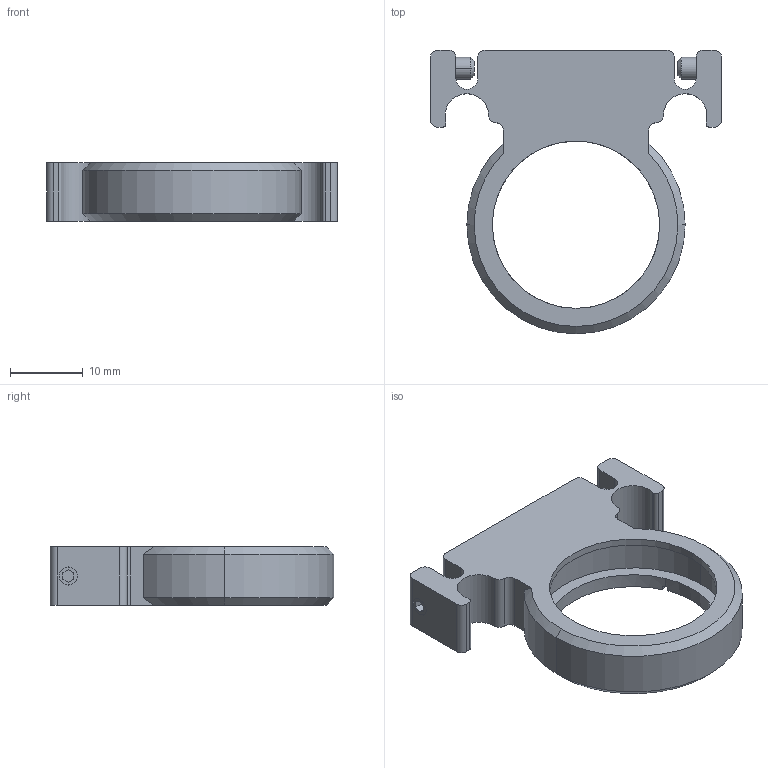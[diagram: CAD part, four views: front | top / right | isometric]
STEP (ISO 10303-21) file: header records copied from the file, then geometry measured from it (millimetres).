
FILE_DESCRIPTION (( 'STEP AP203' ), '1' );
FILE_NAME ('GCT-080504 俋倰芞.STEP', '2017-02-17T02:20:13', ( 'Lxtx999.CoM' ), ( 'Lxtx999.CoM' ), 'SwSTEP 2.0', 'SolidWorks 2012', '' );
FILE_SCHEMA (( 'CONFIG_CONTROL_DESIGN' ));
Length unit declared in the file: centimetre
Products named in the file (1): GCT-080504 俋倰芞
Bounding box: 40 x 39 x 8 mm (x, y, z)
Surface area: 4087.4 mm2 (no closed solid volume)
Topology: 0 solids, 4 shells, 95 faces, 255 edges, 166 vertices
Faces by surface type: plane 41, cylinder 40, cone 14
Entity records: 3071 total; most frequent: DIRECTION 545, CARTESIAN_POINT 529, ORIENTED_EDGE 490, EDGE_CURVE 255, AXIS2_PLACEMENT_3D 198, VERTEX_POINT 166, LINE 149, VECTOR 149
